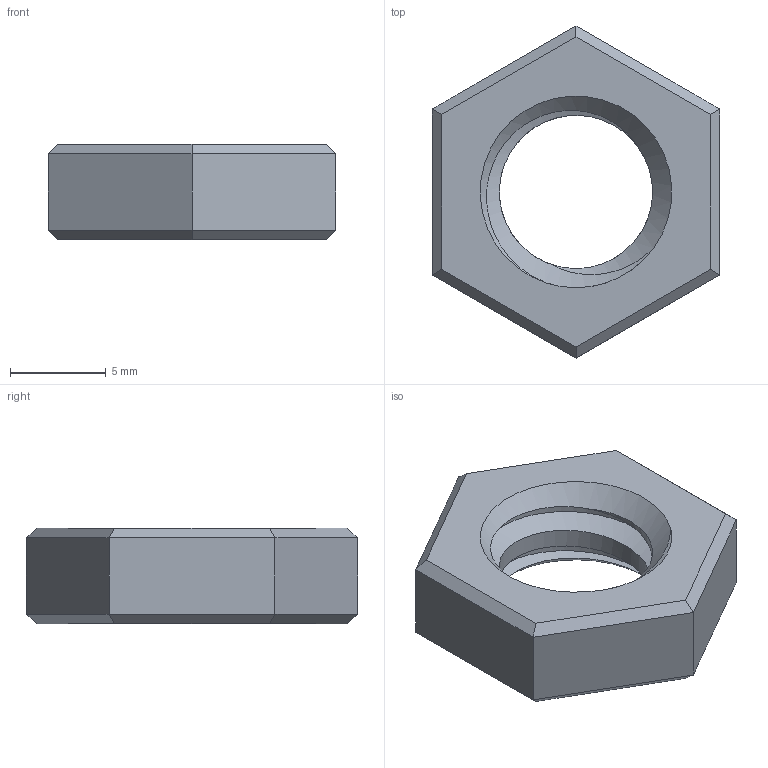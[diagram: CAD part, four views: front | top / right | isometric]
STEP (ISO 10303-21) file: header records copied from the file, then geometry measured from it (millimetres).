
FILE_DESCRIPTION(/* description */ ('Unknown'),/* implementation_level */ '2;1');
FILE_NAME(/* name */ 'bronicaS2A_mirrorDepthChecker_lockNut',/* time_stamp */ '2026-01-13T14:15:34-05:00',/* author */ ('Unknown'),/* organization */ ('Unknown'),/* preprocessor_version */ 'ST-DEVELOPER v18.1',/* originating_system */ 'Solid Edge',/* authorisation */ 'Unknown');
FILE_SCHEMA (('AUTOMOTIVE_DESIGN {1 0 10303 214 3 1 1}'));
Length unit declared in the file: millimetre
Products named in the file (2): samyang_24mmTS; bronicaS2A_mirrorDepthChecker_lockNut
Assembly tree (1 placements, depth 2):
  samyang_24mmTS
    bronicaS2A_mirrorDepthChecker_lockNut
Bounding box: 15 x 17.32 x 5 mm (x, y, z)
Volume: 639.7 mm3; surface area: 674.3 mm2
Topology: 1 solids, 1 shells, 26 faces, 56 edges, 32 vertices
Faces by surface type: plane 20, cylinder 2, bspline 2, cone 2
Entity records: 1948 total; most frequent: CARTESIAN_POINT 1361, ORIENTED_EDGE 112, DIRECTION 106, EDGE_CURVE 56, LINE 42, VECTOR 42, VERTEX_POINT 32, AXIS2_PLACEMENT_3D 32
